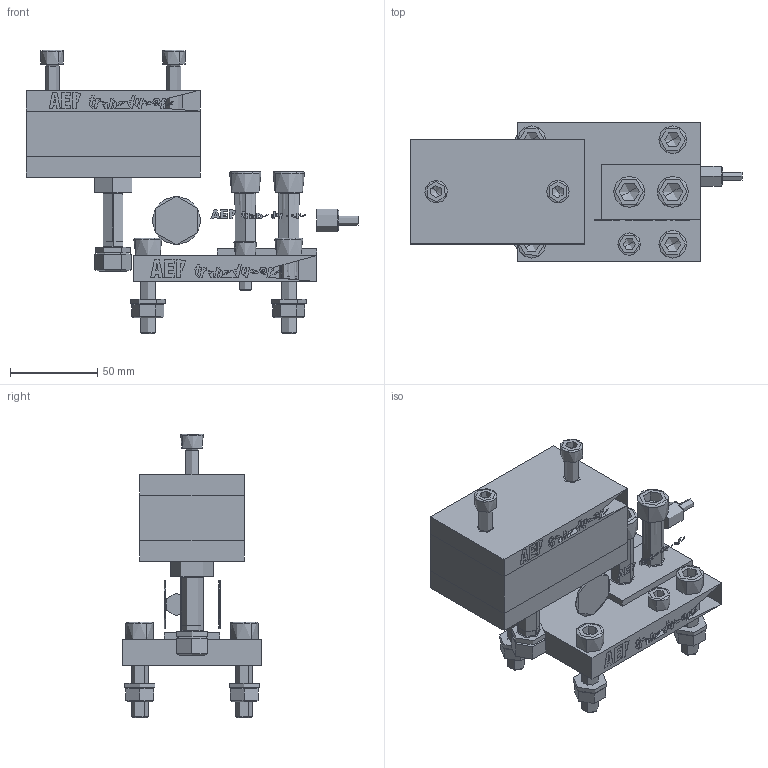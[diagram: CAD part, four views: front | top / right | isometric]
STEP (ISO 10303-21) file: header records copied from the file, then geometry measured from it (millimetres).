
FILE_DESCRIPTION(('STEP AP214'),'1');
FILE_NAME('UPFT1 small.stp','2015-05-21T15:08:06',(' '),(' '),'Spatial InterOp 3D',' ',' ');
FILE_SCHEMA(('automotive_design'));
Length unit declared in the file: millimetre
Products named in the file (13): UPFT1 small; FT1 up to 2t; Dumper 1t; Screw_m8; Screw_m10; washer_m12; Screw M12 L=50; washer_m10; nut_m10; nut_m12; Spacer UPFT1 small; Pin UPFT1 small; Base UPFT1 small
Assembly tree (24 placements, depth 2):
  UPFT1 small
    FT1 up to 2t
    Dumper 1t
    Screw_m8  x3
    Screw_m10  x4
    washer_m12
    Screw M12 L=50  x2
    washer_m10  x4
    nut_m10  x4
    nut_m12
    Spacer UPFT1 small
    Pin UPFT1 small
    Base UPFT1 small
Bounding box: 190.8 x 80 x 163 mm (x, y, z)
Volume: 501220.2 mm3
Topology: 45 solids, 61 shells, 973 faces, 2368 edges, 1556 vertices
Faces by surface type: plane 569, extrusion 130, cylinder 130, cone 100, torus 44
Full cylindrical faces by diameter (mm): 1 x2, 8 x6
Entity records: 30377 total; most frequent: CARTESIAN_POINT 6366, ORIENTED_EDGE 3738, DIRECTION 3243, EDGE_CURVE 1881, VECTOR 1431, LINE 1301, VERTEX_POINT 1253, AXIS2_PLACEMENT_3D 906
